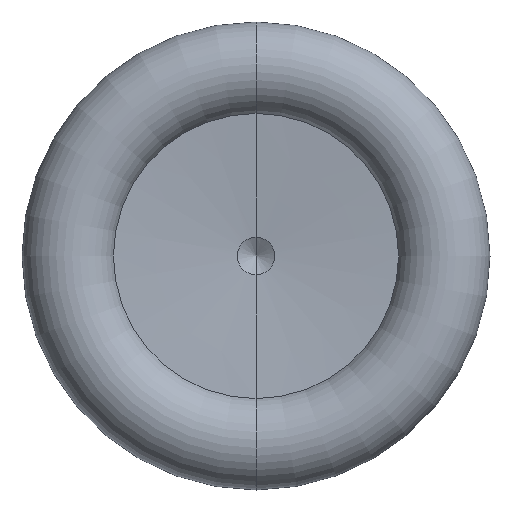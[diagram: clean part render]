
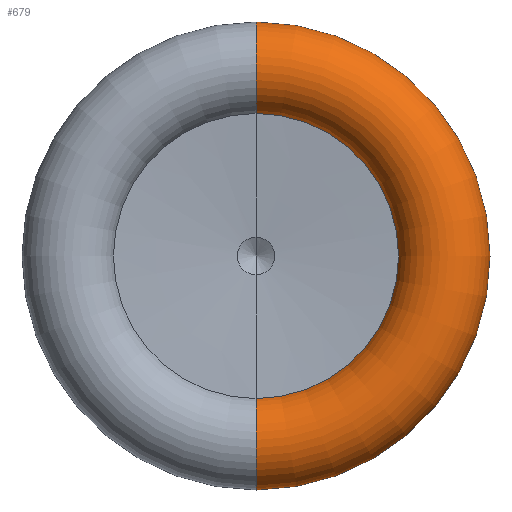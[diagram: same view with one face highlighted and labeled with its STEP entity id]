
A CAD part, front view. The second image highlights one B-rep face of the part: STEP entity #679.
In plain terms, the highlighted toroidal (fillet/blend) face has major radius 10 mm and minor radius 2.5 mm.
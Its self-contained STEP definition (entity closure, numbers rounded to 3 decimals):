
#16 = VERTEX_POINT ( 'NONE', #697 ) ;
#19 = CARTESIAN_POINT ( 'NONE',  ( 0., 2.5, -10. ) ) ;
#66 = DIRECTION ( 'NONE',  ( 0., 1., 0. ) ) ;
#125 = ORIENTED_EDGE ( 'NONE', *, *, #336, .T. ) ;
#168 = VERTEX_POINT ( 'NONE', #669 ) ;
#196 = CARTESIAN_POINT ( 'NONE',  ( 0., 1.761, 0. ) ) ;
#211 = EDGE_LOOP ( 'NONE', ( #659, #445, #125, #791 ) ) ;
#229 = CIRCLE ( 'NONE', #698, 2.5 ) ;
#263 = AXIS2_PLACEMENT_3D ( 'NONE', #845, #418, #268 ) ;
#265 = CARTESIAN_POINT ( 'NONE',  ( 0., 4.5, 11.5 ) ) ;
#268 = DIRECTION ( 'NONE',  ( 0., 0., 1. ) ) ;
#315 = EDGE_CURVE ( 'NONE', #168, #515, #836, .T. ) ;
#336 = EDGE_CURVE ( 'NONE', #16, #515, #720, .T. ) ;
#396 = DIRECTION ( 'NONE',  ( 0., 0., 1. ) ) ;
#418 = DIRECTION ( 'NONE',  ( 0., -1., 0. ) ) ;
#419 = EDGE_CURVE ( 'NONE', #576, #16, #229, .T. ) ;
#443 = AXIS2_PLACEMENT_3D ( 'NONE', #481, #66, #396 ) ;
#445 = ORIENTED_EDGE ( 'NONE', *, *, #419, .T. ) ;
#481 = CARTESIAN_POINT ( 'NONE',  ( 0., 2.5, 0. ) ) ;
#484 = DIRECTION ( 'NONE',  ( 0., 0., -1. ) ) ;
#498 = CARTESIAN_POINT ( 'NONE',  ( 0., 2.5, 10. ) ) ;
#500 = DIRECTION ( 'NONE',  ( -1., 0., 0. ) ) ;
#515 = VERTEX_POINT ( 'NONE', #265 ) ;
#571 = DIRECTION ( 'NONE',  ( 0., 0., 1. ) ) ;
#576 = VERTEX_POINT ( 'NONE', #824 ) ;
#580 = AXIS2_PLACEMENT_3D ( 'NONE', #498, #500, #571 ) ;
#597 = FACE_OUTER_BOUND ( 'NONE', #211, .T. ) ;
#624 = EDGE_CURVE ( 'NONE', #168, #576, #641, .T. ) ;
#641 = CIRCLE ( 'NONE', #661, 7.612 ) ;
#659 = ORIENTED_EDGE ( 'NONE', *, *, #624, .T. ) ;
#661 = AXIS2_PLACEMENT_3D ( 'NONE', #196, #896, #484 ) ;
#669 = CARTESIAN_POINT ( 'NONE',  ( 0., 1.761, 7.612 ) ) ;
#679 = ADVANCED_FACE ( 'NONE', ( #597 ), #795, .T. ) ;
#697 = CARTESIAN_POINT ( 'NONE',  ( 0., 4.5, -11.5 ) ) ;
#698 = AXIS2_PLACEMENT_3D ( 'NONE', #19, #722, #787 ) ;
#720 = CIRCLE ( 'NONE', #263, 11.5 ) ;
#722 = DIRECTION ( 'NONE',  ( 1., 0., 0. ) ) ;
#787 = DIRECTION ( 'NONE',  ( 0., 0., -1. ) ) ;
#791 = ORIENTED_EDGE ( 'NONE', *, *, #315, .F. ) ;
#795 = TOROIDAL_SURFACE ( 'NONE', #443, 10., 2.5 ) ;
#824 = CARTESIAN_POINT ( 'NONE',  ( 0., 1.761, -7.612 ) ) ;
#836 = CIRCLE ( 'NONE', #580, 2.5 ) ;
#845 = CARTESIAN_POINT ( 'NONE',  ( 0., 4.5, 0. ) ) ;
#896 = DIRECTION ( 'NONE',  ( 0., 1., 0. ) ) ;
